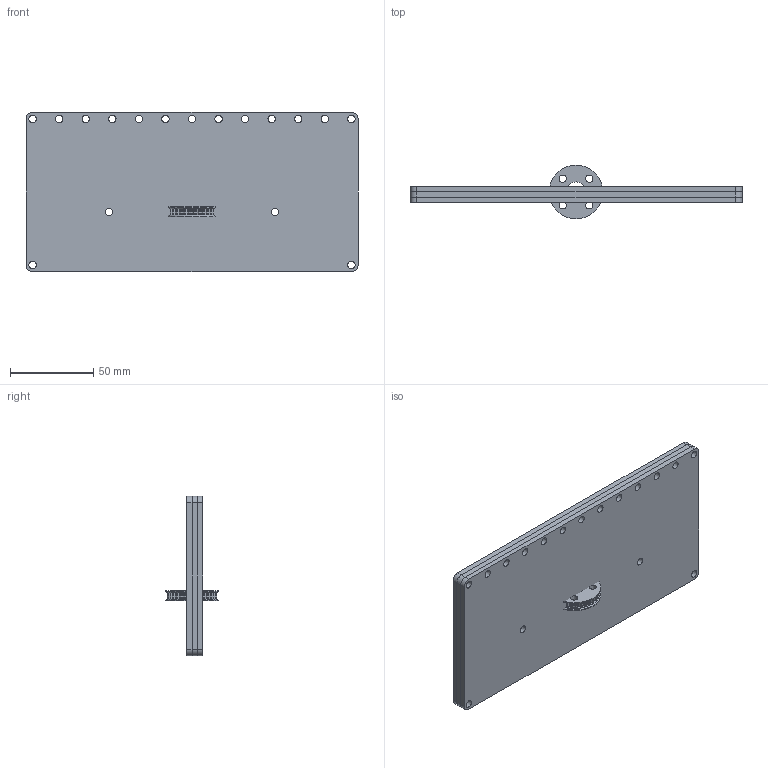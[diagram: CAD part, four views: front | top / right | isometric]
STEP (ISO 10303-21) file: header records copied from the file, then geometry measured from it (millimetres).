
FILE_DESCRIPTION(/* description */ ('STEP AP242','CAx-IF Rec.Pracs.---Representation and Presentation of Product Manufacturing Information (PMI)---4.0---2014-10-13','CAx-IF Rec.Pracs.---3D Tessellated Geometry---0.4---2014-09-14','2;1'),/* implementation_level */ '2;1');
FILE_NAME(/* name */ '66b2493df1bc424773b76ab9',/* time_stamp */ '2024-08-06T16:03:10Z',/* author */ (''),/* organization */ (''),/* preprocessor_version */ 'ST-DEVELOPER v20',/* originating_system */ ' ',/* authorisation */ ' ');
FILE_SCHEMA (('AP242_MANAGED_MODEL_BASED_3D_ENGINEERING_MIM_LF { 1 0 10303 442 1 1 4 }'));
Length unit declared in the file: metre
Products named in the file (4): Right Inner; Outer; Left Inner; [LS] Pulley HTD3 32T
Bounding box: 200 x 32.22 x 96 mm (x, y, z)
Volume: 171012.7 mm3; surface area: 118497.4 mm2
Topology: 4 solids, 4 shells, 304 faces, 885 edges, 591 vertices
Faces by surface type: cylinder 280, plane 22, cone 2
Full cylindrical faces by diameter (mm): 4.3 x4, 4.5 x65, 12.2 x1, 32.224 x2, 34 x4
Entity records: 10354 total; most frequent: DIRECTION 1980, CARTESIAN_POINT 1696, ORIENTED_EDGE 1604, AXIS2_PLACEMENT_3D 870, EDGE_CURVE 802, VERTEX_POINT 586, CIRCLE 562, EDGE_LOOP 532
